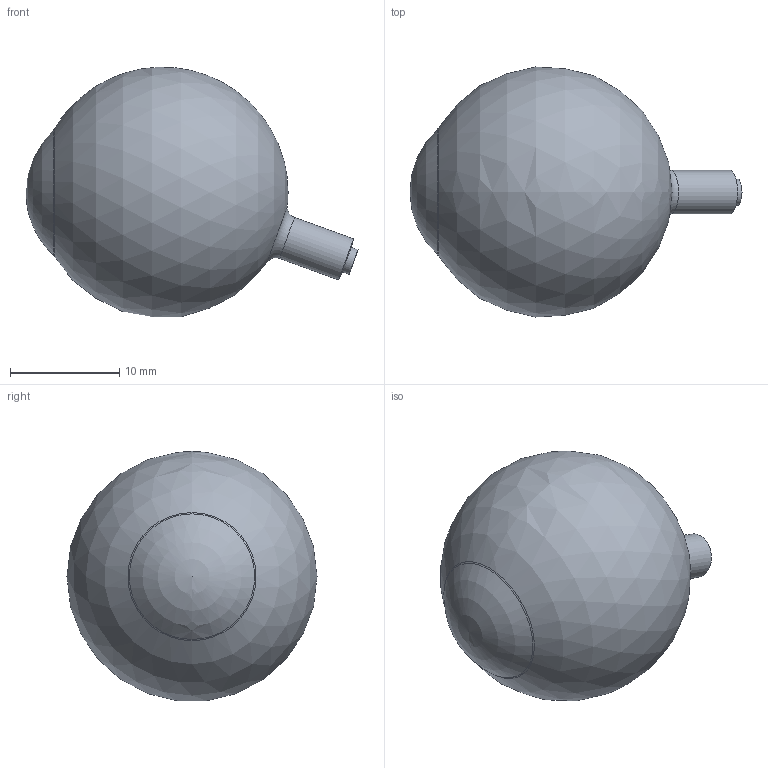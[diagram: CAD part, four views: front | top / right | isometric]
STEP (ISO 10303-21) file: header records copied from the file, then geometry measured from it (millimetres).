
FILE_DESCRIPTION(('FreeCAD Model'),'2;1');
FILE_NAME('Open CASCADE Shape Model','2025-04-29T14:53:28',('FreeCAD'),( 'FreeCAD'),'Open CASCADE STEP processor 7.6','FreeCAD','Unknown');
FILE_SCHEMA(('AUTOMOTIVE_DESIGN { 1 0 10303 214 1 1 1 1 }'));
Length unit declared in the file: millimetre
Products named in the file (1): Open CASCADE STEP translator 7.6 1
Bounding box: 30.42 x 22.91 x 22.86 mm (x, y, z)
Volume: 2588.6 mm3; surface area: 6605.1 mm2
Topology: 6 solids, 6 shells, 491 faces, 1086 edges, 596 vertices
Faces by surface type: cone 183, plane 182, torus 102, sphere 13, cylinder 6, bspline 5
Full cylindrical faces by diameter (mm): 2.4 x2, 3 x1, 4 x1, 8 x2
Entity records: 13837 total; most frequent: CARTESIAN_POINT 4089, ORIENTED_EDGE 2156, DIRECTION 1880, EDGE_CURVE 1078, AXIS2_PLACEMENT_3D 895, VERTEX_POINT 596, B_SPLINE_CURVE_WITH_KNOTS 566, FACE_BOUND 494
